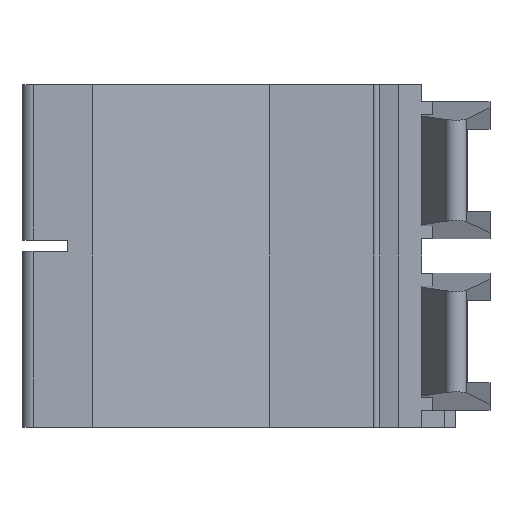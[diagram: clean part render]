
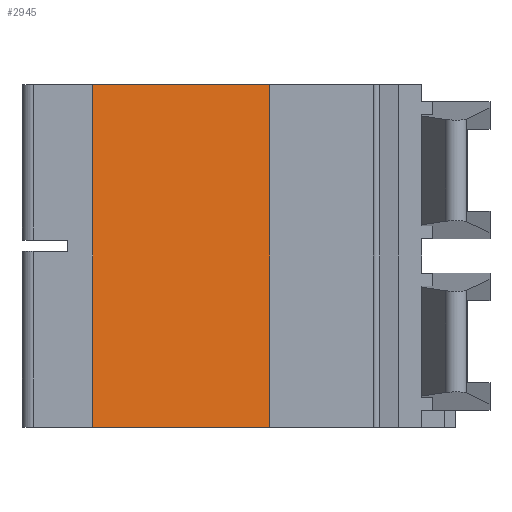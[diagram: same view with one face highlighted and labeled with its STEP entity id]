
A CAD part, front view. The second image highlights one B-rep face of the part: STEP entity #2945.
In plain terms, the highlighted planar face has unit normal (0.643, -0.766, 0).
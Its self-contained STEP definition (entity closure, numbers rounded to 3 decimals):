
#17=DIRECTION('',(0.766,0.643,0.));
#18=VECTOR('',#17,10.112);
#19=CARTESIAN_POINT('',(1.1,-32.5,-7.5));
#20=LINE('',#19,#18);
#122=DIRECTION('',(0.,0.,1.));
#123=VECTOR('',#122,15.);
#124=CARTESIAN_POINT('',(1.1,-32.5,-7.5));
#125=LINE('',#124,#123);
#126=DIRECTION('',(0.,0.,-1.));
#127=VECTOR('',#126,15.);
#128=CARTESIAN_POINT('',(8.846,-26.,7.5));
#129=LINE('',#128,#127);
#270=DIRECTION('',(0.766,0.643,0.));
#271=VECTOR('',#270,10.112);
#272=CARTESIAN_POINT('',(1.1,-32.5,7.5));
#273=LINE('',#272,#271);
#2565=CARTESIAN_POINT('',(1.1,-32.5,-7.5));
#2566=VERTEX_POINT('',#2565);
#2611=CARTESIAN_POINT('',(8.846,-26.,-7.5));
#2612=VERTEX_POINT('',#2611);
#2643=CARTESIAN_POINT('',(8.846,-26.,7.5));
#2644=VERTEX_POINT('',#2643);
#2645=CARTESIAN_POINT('',(1.1,-32.5,7.5));
#2646=VERTEX_POINT('',#2645);
#2931=CARTESIAN_POINT('',(1.1,-32.5,-7.5));
#2932=DIRECTION('',(0.643,-0.766,0.));
#2933=DIRECTION('',(0.766,0.643,0.));
#2934=AXIS2_PLACEMENT_3D('',#2931,#2932,#2933);
#2935=PLANE('',#2934);
#2937=ORIENTED_EDGE('',*,*,#2936,.T.);
#2939=ORIENTED_EDGE('',*,*,#2938,.T.);
#2941=ORIENTED_EDGE('',*,*,#2940,.T.);
#2942=ORIENTED_EDGE('',*,*,#2798,.F.);
#2943=EDGE_LOOP('',(#2937,#2939,#2941,#2942));
#2944=FACE_OUTER_BOUND('',#2943,.F.);
#2945=ADVANCED_FACE('',(#2944),#2935,.T.);
#2798=EDGE_CURVE('',#2566,#2612,#20,.T.);
#2936=EDGE_CURVE('',#2566,#2646,#125,.T.);
#2938=EDGE_CURVE('',#2646,#2644,#273,.T.);
#2940=EDGE_CURVE('',#2644,#2612,#129,.T.);
